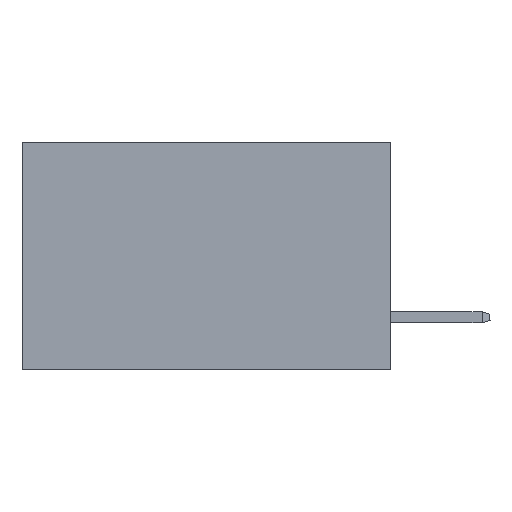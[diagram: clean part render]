
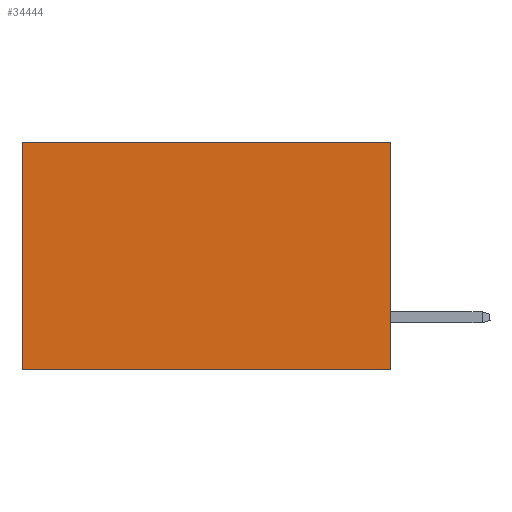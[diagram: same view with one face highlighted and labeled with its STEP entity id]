
A CAD part, left-side view. The second image highlights one B-rep face of the part: STEP entity #34444.
In plain terms, the highlighted planar face has unit normal (-1, 0, 0).
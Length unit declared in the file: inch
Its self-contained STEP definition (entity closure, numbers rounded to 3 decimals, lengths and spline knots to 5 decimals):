
#71 = AXIS2_PLACEMENT_3D ( 'NONE', #12907, #31327, #2384 ) ;
#652 = LINE ( 'NONE', #1724, #4294 ) ;
#1724 = CARTESIAN_POINT ( 'NONE',  ( 0.2875, 0., 0. ) ) ;
#2384 = DIRECTION ( 'NONE',  ( 0., 0., -1. ) ) ;
#2873 = LINE ( 'NONE', #29354, #16934 ) ;
#3319 = CARTESIAN_POINT ( 'NONE',  ( 0.2875, 0., -0.37 ) ) ;
#4294 = VECTOR ( 'NONE', #32458, 39.37008 ) ;
#9265 = EDGE_LOOP ( 'NONE', ( #16425, #21255, #18296, #16311 ) ) ;
#12287 = FACE_OUTER_BOUND ( 'NONE', #9265, .T. ) ;
#12807 = CARTESIAN_POINT ( 'NONE',  ( 0.2875, 0., -0.37 ) ) ;
#12907 = CARTESIAN_POINT ( 'NONE',  ( 0.2875, 0., 0. ) ) ;
#13861 = EDGE_CURVE ( 'NONE', #48169, #23509, #652, .T. ) ;
#16311 = ORIENTED_EDGE ( 'NONE', *, *, #13861, .T. ) ;
#16425 = ORIENTED_EDGE ( 'NONE', *, *, #20651, .T. ) ;
#16738 = LINE ( 'NONE', #12807, #19631 ) ;
#16934 = VECTOR ( 'NONE', #18174, 39.37008 ) ;
#18174 = DIRECTION ( 'NONE',  ( 0., 0., -1. ) ) ;
#18296 = ORIENTED_EDGE ( 'NONE', *, *, #35065, .F. ) ;
#19631 = VECTOR ( 'NONE', #42857, 39.37008 ) ;
#20651 = EDGE_CURVE ( 'NONE', #23509, #27438, #37538, .T. ) ;
#21255 = ORIENTED_EDGE ( 'NONE', *, *, #22177, .F. ) ;
#22177 = EDGE_CURVE ( 'NONE', #43349, #27438, #16738, .T. ) ;
#23509 = VERTEX_POINT ( 'NONE', #46940 ) ;
#27438 = VERTEX_POINT ( 'NONE', #33624 ) ;
#29354 = CARTESIAN_POINT ( 'NONE',  ( 0.2875, 0., 0. ) ) ;
#30403 = PLANE ( 'NONE',  #71 ) ;
#31327 = DIRECTION ( 'NONE',  ( 1., 0., 0. ) ) ;
#32458 = DIRECTION ( 'NONE',  ( 0., 1., 0. ) ) ;
#33624 = CARTESIAN_POINT ( 'NONE',  ( 0.2875, 0.6, -0.37 ) ) ;
#34444 = ADVANCED_FACE ( 'NONE', ( #12287 ), #30403, .F. ) ;
#35065 = EDGE_CURVE ( 'NONE', #48169, #43349, #2873, .T. ) ;
#37538 = LINE ( 'NONE', #42127, #48683 ) ;
#41501 = CARTESIAN_POINT ( 'NONE',  ( 0.2875, 0., 0. ) ) ;
#42127 = CARTESIAN_POINT ( 'NONE',  ( 0.2875, 0.6, 0. ) ) ;
#42857 = DIRECTION ( 'NONE',  ( 0., 1., 0. ) ) ;
#43349 = VERTEX_POINT ( 'NONE', #3319 ) ;
#46062 = DIRECTION ( 'NONE',  ( 0., 0., -1. ) ) ;
#46940 = CARTESIAN_POINT ( 'NONE',  ( 0.2875, 0.6, 0. ) ) ;
#48169 = VERTEX_POINT ( 'NONE', #41501 ) ;
#48683 = VECTOR ( 'NONE', #46062, 39.37008 ) ;
